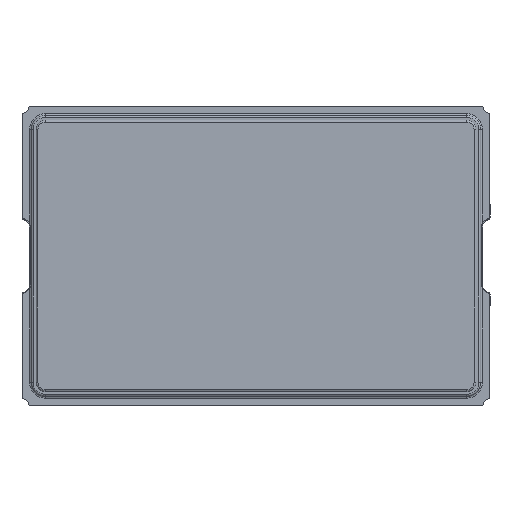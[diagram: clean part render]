
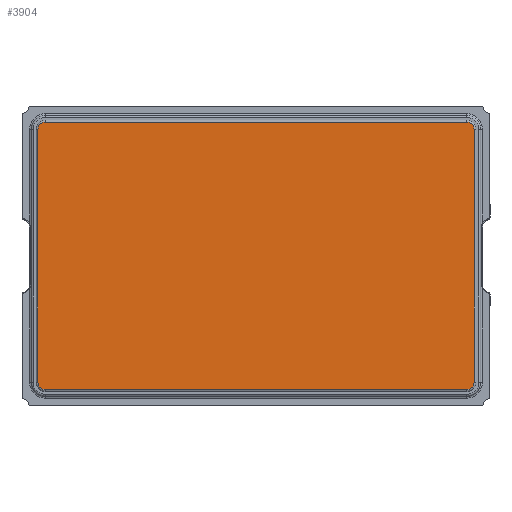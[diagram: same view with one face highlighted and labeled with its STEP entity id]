
A CAD part, top view. The second image highlights one B-rep face of the part: STEP entity #3904.
In plain terms, the highlighted planar face has unit normal (0, 0, 1).
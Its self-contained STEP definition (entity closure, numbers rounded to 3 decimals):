
#63 = VERTEX_POINT ( 'NONE', #4880 ) ;
#94 = VECTOR ( 'NONE', #2718, 1000. ) ;
#188 = VERTEX_POINT ( 'NONE', #1814 ) ;
#400 = DIRECTION ( 'NONE',  ( 0., 1., 0. ) ) ;
#437 = AXIS2_PLACEMENT_3D ( 'NONE', #826, #6460, #5245 ) ;
#502 = DIRECTION ( 'NONE',  ( 0., 0., 1. ) ) ;
#532 = LINE ( 'NONE', #6845, #5729 ) ;
#572 = EDGE_CURVE ( 'NONE', #5661, #2576, #2308, .T. ) ;
#574 = CARTESIAN_POINT ( 'NONE',  ( -2.33, -1.35, 1.4 ) ) ;
#639 = CARTESIAN_POINT ( 'NONE',  ( 0., 0., 1.4 ) ) ;
#824 = LINE ( 'NONE', #574, #2318 ) ;
#826 = CARTESIAN_POINT ( 'NONE',  ( 2.25, -1.35, 1.4 ) ) ;
#901 = CARTESIAN_POINT ( 'NONE',  ( 2.25, 1.35, 1.4 ) ) ;
#971 = AXIS2_PLACEMENT_3D ( 'NONE', #1713, #2838, #3929 ) ;
#1173 = PLANE ( 'NONE',  #2278 ) ;
#1248 = FACE_OUTER_BOUND ( 'NONE', #5022, .T. ) ;
#1338 = ORIENTED_EDGE ( 'NONE', *, *, #4670, .T. ) ;
#1432 = ORIENTED_EDGE ( 'NONE', *, *, #572, .T. ) ;
#1609 = CIRCLE ( 'NONE', #1986, 0.08 ) ;
#1619 = VECTOR ( 'NONE', #400, 1000. ) ;
#1713 = CARTESIAN_POINT ( 'NONE',  ( -2.25, 1.35, 1.4 ) ) ;
#1814 = CARTESIAN_POINT ( 'NONE',  ( 2.25, -1.43, 1.4 ) ) ;
#1986 = AXIS2_PLACEMENT_3D ( 'NONE', #2488, #502, #2293 ) ;
#2105 = VERTEX_POINT ( 'NONE', #5136 ) ;
#2127 = CARTESIAN_POINT ( 'NONE',  ( 2.33, 1.35, 1.4 ) ) ;
#2278 = AXIS2_PLACEMENT_3D ( 'NONE', #639, #3418, #5575 ) ;
#2293 = DIRECTION ( 'NONE',  ( 1., 0., 0. ) ) ;
#2308 = CIRCLE ( 'NONE', #971, 0.08 ) ;
#2316 = DIRECTION ( 'NONE',  ( 1., 0., 0. ) ) ;
#2318 = VECTOR ( 'NONE', #5076, 1000. ) ;
#2336 = VERTEX_POINT ( 'NONE', #6573 ) ;
#2488 = CARTESIAN_POINT ( 'NONE',  ( -2.25, -1.35, 1.4 ) ) ;
#2512 = CIRCLE ( 'NONE', #5293, 0.08 ) ;
#2576 = VERTEX_POINT ( 'NONE', #2900 ) ;
#2718 = DIRECTION ( 'NONE',  ( -1., 0., 0. ) ) ;
#2838 = DIRECTION ( 'NONE',  ( 0., 0., 1. ) ) ;
#2900 = CARTESIAN_POINT ( 'NONE',  ( -2.33, 1.35, 1.4 ) ) ;
#3281 = ORIENTED_EDGE ( 'NONE', *, *, #4889, .T. ) ;
#3418 = DIRECTION ( 'NONE',  ( 0., 0., 1. ) ) ;
#3527 = LINE ( 'NONE', #2127, #1619 ) ;
#3661 = ORIENTED_EDGE ( 'NONE', *, *, #6878, .T. ) ;
#3694 = EDGE_CURVE ( 'NONE', #6999, #2105, #3527, .T. ) ;
#3904 = ADVANCED_FACE ( 'NONE', ( #1248 ), #1173, .T. ) ;
#3929 = DIRECTION ( 'NONE',  ( 1., 0., 0. ) ) ;
#4027 = EDGE_CURVE ( 'NONE', #7177, #2336, #1609, .T. ) ;
#4054 = ORIENTED_EDGE ( 'NONE', *, *, #4027, .T. ) ;
#4072 = ORIENTED_EDGE ( 'NONE', *, *, #6787, .T. ) ;
#4351 = CARTESIAN_POINT ( 'NONE',  ( -2.33, -1.35, 1.4 ) ) ;
#4614 = DIRECTION ( 'NONE',  ( 0., 0., 1. ) ) ;
#4670 = EDGE_CURVE ( 'NONE', #188, #6999, #6704, .T. ) ;
#4880 = CARTESIAN_POINT ( 'NONE',  ( 2.25, 1.43, 1.4 ) ) ;
#4889 = EDGE_CURVE ( 'NONE', #2336, #188, #532, .T. ) ;
#4909 = CARTESIAN_POINT ( 'NONE',  ( -2.25, 1.43, 1.4 ) ) ;
#5022 = EDGE_LOOP ( 'NONE', ( #3281, #1338, #6311, #5524, #4072, #1432, #3661, #4054 ) ) ;
#5076 = DIRECTION ( 'NONE',  ( 0., -1., 0. ) ) ;
#5128 = LINE ( 'NONE', #6107, #94 ) ;
#5136 = CARTESIAN_POINT ( 'NONE',  ( 2.33, 1.35, 1.4 ) ) ;
#5245 = DIRECTION ( 'NONE',  ( 1., 0., 0. ) ) ;
#5293 = AXIS2_PLACEMENT_3D ( 'NONE', #901, #4614, #5770 ) ;
#5524 = ORIENTED_EDGE ( 'NONE', *, *, #6174, .T. ) ;
#5575 = DIRECTION ( 'NONE',  ( 1., 0., 0. ) ) ;
#5661 = VERTEX_POINT ( 'NONE', #4909 ) ;
#5729 = VECTOR ( 'NONE', #2316, 1000. ) ;
#5770 = DIRECTION ( 'NONE',  ( 1., 0., 0. ) ) ;
#6107 = CARTESIAN_POINT ( 'NONE',  ( -2.25, 1.43, 1.4 ) ) ;
#6174 = EDGE_CURVE ( 'NONE', #2105, #63, #2512, .T. ) ;
#6311 = ORIENTED_EDGE ( 'NONE', *, *, #3694, .T. ) ;
#6460 = DIRECTION ( 'NONE',  ( 0., 0., 1. ) ) ;
#6573 = CARTESIAN_POINT ( 'NONE',  ( -2.25, -1.43, 1.4 ) ) ;
#6704 = CIRCLE ( 'NONE', #437, 0.08 ) ;
#6787 = EDGE_CURVE ( 'NONE', #63, #5661, #5128, .T. ) ;
#6845 = CARTESIAN_POINT ( 'NONE',  ( 2.25, -1.43, 1.4 ) ) ;
#6862 = CARTESIAN_POINT ( 'NONE',  ( 2.33, -1.35, 1.4 ) ) ;
#6878 = EDGE_CURVE ( 'NONE', #2576, #7177, #824, .T. ) ;
#6999 = VERTEX_POINT ( 'NONE', #6862 ) ;
#7177 = VERTEX_POINT ( 'NONE', #4351 ) ;
